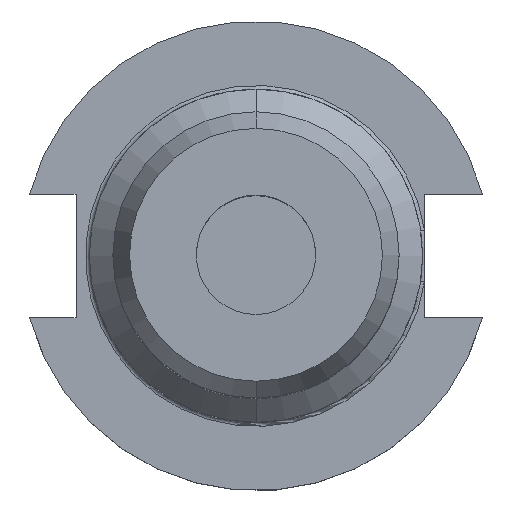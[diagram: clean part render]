
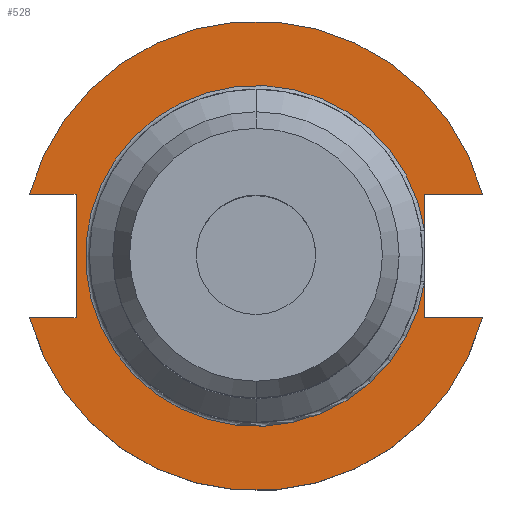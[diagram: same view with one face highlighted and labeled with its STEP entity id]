
A CAD part, top view. The second image highlights one B-rep face of the part: STEP entity #528.
In plain terms, the highlighted planar face has unit normal (0, 0, 1).
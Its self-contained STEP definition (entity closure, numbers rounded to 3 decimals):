
#12 = VECTOR ( 'NONE', #1319, 1000. ) ;
#15 = LINE ( 'NONE', #284, #402 ) ;
#17 = CARTESIAN_POINT ( 'NONE',  ( -37.719, 12.954, 19.05 ) ) ;
#65 = VERTEX_POINT ( 'NONE', #324 ) ;
#128 = CARTESIAN_POINT ( 'NONE',  ( 0., 49.212, 19.05 ) ) ;
#160 = CARTESIAN_POINT ( 'NONE',  ( -47.477, 12.954, 19.05 ) ) ;
#169 = AXIS2_PLACEMENT_3D ( 'NONE', #1572, #1909, #1871 ) ;
#187 = LINE ( 'NONE', #725, #1817 ) ;
#203 = DIRECTION ( 'NONE',  ( 0., -1., 0. ) ) ;
#212 = CARTESIAN_POINT ( 'NONE',  ( 0., 0., 19.05 ) ) ;
#222 = CIRCLE ( 'NONE', #626, 35.725 ) ;
#231 = CARTESIAN_POINT ( 'NONE',  ( 35.306, 12.954, 19.05 ) ) ;
#241 = LINE ( 'NONE', #922, #1177 ) ;
#246 = ORIENTED_EDGE ( 'NONE', *, *, #2039, .F. ) ;
#257 = DIRECTION ( 'NONE',  ( 0., -1., 0. ) ) ;
#284 = CARTESIAN_POINT ( 'NONE',  ( 35.306, 12.954, 19.05 ) ) ;
#322 = VECTOR ( 'NONE', #257, 1000. ) ;
#324 = CARTESIAN_POINT ( 'NONE',  ( -47.477, -12.954, 19.05 ) ) ;
#369 = LINE ( 'NONE', #1428, #322 ) ;
#402 = VECTOR ( 'NONE', #555, 1000. ) ;
#403 = CARTESIAN_POINT ( 'NONE',  ( -63.719, -12.954, 19.05 ) ) ;
#411 = ORIENTED_EDGE ( 'NONE', *, *, #1430, .F. ) ;
#427 = EDGE_CURVE ( 'NONE', #65, #483, #1071, .T. ) ;
#441 = LINE ( 'NONE', #231, #1127 ) ;
#459 = EDGE_CURVE ( 'NONE', #1244, #848, #241, .T. ) ;
#483 = VERTEX_POINT ( 'NONE', #1046 ) ;
#492 = EDGE_CURVE ( 'NONE', #752, #1970, #187, .T. ) ;
#510 = ORIENTED_EDGE ( 'NONE', *, *, #962, .F. ) ;
#517 = CARTESIAN_POINT ( 'NONE',  ( 35.306, 5.455, 19.05 ) ) ;
#528 = ADVANCED_FACE ( 'NONE', ( #1414 ), #880, .T. ) ;
#551 = DIRECTION ( 'NONE',  ( 0., 0., -1. ) ) ;
#555 = DIRECTION ( 'NONE',  ( -1., 0., 0. ) ) ;
#588 = VERTEX_POINT ( 'NONE', #1998 ) ;
#592 = AXIS2_PLACEMENT_3D ( 'NONE', #1894, #1864, #1736 ) ;
#613 = DIRECTION ( 'NONE',  ( 1., 0., 0. ) ) ;
#626 = AXIS2_PLACEMENT_3D ( 'NONE', #212, #551, #863 ) ;
#649 = VECTOR ( 'NONE', #1041, 1000. ) ;
#706 = ORIENTED_EDGE ( 'NONE', *, *, #1466, .T. ) ;
#724 = EDGE_LOOP ( 'NONE', ( #1176, #1546, #246, #510, #706, #1506, #411, #772, #1254, #824 ) ) ;
#725 = CARTESIAN_POINT ( 'NONE',  ( 35.306, -12.954, 19.05 ) ) ;
#752 = VERTEX_POINT ( 'NONE', #1266 ) ;
#772 = ORIENTED_EDGE ( 'NONE', *, *, #427, .F. ) ;
#775 = DIRECTION ( 'NONE',  ( -1., 0., 0. ) ) ;
#788 = EDGE_CURVE ( 'NONE', #1395, #752, #369, .T. ) ;
#824 = ORIENTED_EDGE ( 'NONE', *, *, #492, .F. ) ;
#848 = VERTEX_POINT ( 'NONE', #160 ) ;
#863 = DIRECTION ( 'NONE',  ( 1., 0., 0. ) ) ;
#870 = CARTESIAN_POINT ( 'NONE',  ( 47.477, -12.954, 19.05 ) ) ;
#880 = PLANE ( 'NONE',  #2037 ) ;
#922 = CARTESIAN_POINT ( 'NONE',  ( -63.719, 12.954, 19.05 ) ) ;
#962 = EDGE_CURVE ( 'NONE', #2020, #588, #15, .T. ) ;
#1029 = VERTEX_POINT ( 'NONE', #517 ) ;
#1041 = DIRECTION ( 'NONE',  ( 1., 0., 0. ) ) ;
#1046 = CARTESIAN_POINT ( 'NONE',  ( -37.719, -12.954, 19.05 ) ) ;
#1071 = LINE ( 'NONE', #403, #649 ) ;
#1094 = DIRECTION ( 'NONE',  ( 0., 0., 1. ) ) ;
#1127 = VECTOR ( 'NONE', #203, 1000. ) ;
#1176 = ORIENTED_EDGE ( 'NONE', *, *, #788, .F. ) ;
#1177 = VECTOR ( 'NONE', #775, 1000. ) ;
#1222 = EDGE_CURVE ( 'NONE', #1395, #1029, #222, .T. ) ;
#1244 = VERTEX_POINT ( 'NONE', #17 ) ;
#1254 = ORIENTED_EDGE ( 'NONE', *, *, #1492, .T. ) ;
#1256 = DIRECTION ( 'NONE',  ( 1., 0., 0. ) ) ;
#1266 = CARTESIAN_POINT ( 'NONE',  ( 35.306, -12.954, 19.05 ) ) ;
#1319 = DIRECTION ( 'NONE',  ( 0., 1., 0. ) ) ;
#1395 = VERTEX_POINT ( 'NONE', #1939 ) ;
#1414 = FACE_OUTER_BOUND ( 'NONE', #724, .T. ) ;
#1428 = CARTESIAN_POINT ( 'NONE',  ( 35.306, 12.954, 19.05 ) ) ;
#1430 = EDGE_CURVE ( 'NONE', #483, #1244, #1600, .T. ) ;
#1466 = EDGE_CURVE ( 'NONE', #2020, #848, #1907, .T. ) ;
#1492 = EDGE_CURVE ( 'NONE', #65, #1970, #1827, .T. ) ;
#1506 = ORIENTED_EDGE ( 'NONE', *, *, #459, .F. ) ;
#1546 = ORIENTED_EDGE ( 'NONE', *, *, #1222, .T. ) ;
#1572 = CARTESIAN_POINT ( 'NONE',  ( 0., 0., 19.05 ) ) ;
#1600 = LINE ( 'NONE', #1628, #12 ) ;
#1628 = CARTESIAN_POINT ( 'NONE',  ( -37.719, 12.954, 19.05 ) ) ;
#1736 = DIRECTION ( 'NONE',  ( 1., 0., 0. ) ) ;
#1817 = VECTOR ( 'NONE', #613, 1000. ) ;
#1827 = CIRCLE ( 'NONE', #592, 49.212 ) ;
#1864 = DIRECTION ( 'NONE',  ( 0., 0., 1. ) ) ;
#1871 = DIRECTION ( 'NONE',  ( 1., 0., 0. ) ) ;
#1894 = CARTESIAN_POINT ( 'NONE',  ( 0., 0., 19.05 ) ) ;
#1907 = CIRCLE ( 'NONE', #169, 49.212 ) ;
#1909 = DIRECTION ( 'NONE',  ( 0., 0., 1. ) ) ;
#1939 = CARTESIAN_POINT ( 'NONE',  ( 35.306, -5.455, 19.05 ) ) ;
#1965 = CARTESIAN_POINT ( 'NONE',  ( 47.477, 12.954, 19.05 ) ) ;
#1970 = VERTEX_POINT ( 'NONE', #870 ) ;
#1998 = CARTESIAN_POINT ( 'NONE',  ( 35.306, 12.954, 19.05 ) ) ;
#2020 = VERTEX_POINT ( 'NONE', #1965 ) ;
#2037 = AXIS2_PLACEMENT_3D ( 'NONE', #128, #1094, #1256 ) ;
#2039 = EDGE_CURVE ( 'NONE', #588, #1029, #441, .T. ) ;
